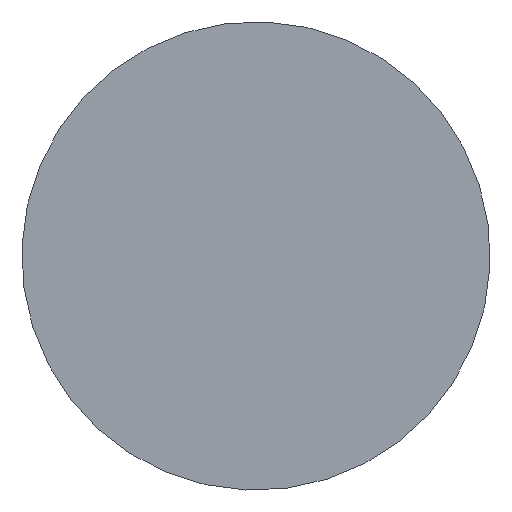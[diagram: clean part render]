
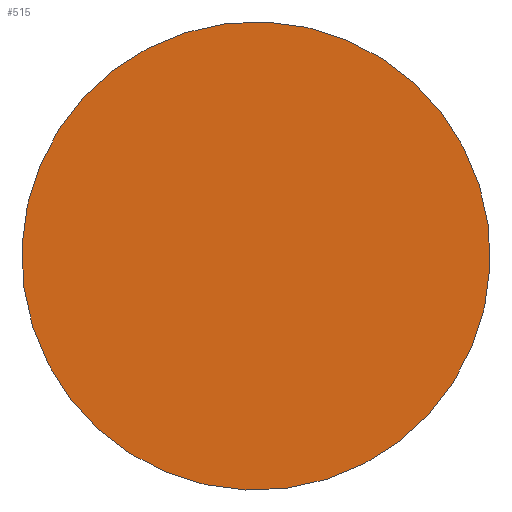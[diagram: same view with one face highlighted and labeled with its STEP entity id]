
A CAD part, front view. The second image highlights one B-rep face of the part: STEP entity #515.
In plain terms, the highlighted planar face has unit normal (0, -1, 0).
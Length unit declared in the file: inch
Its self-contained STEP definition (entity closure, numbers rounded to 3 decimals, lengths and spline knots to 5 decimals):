
#145=FACE_OUTER_BOUND('',#196,.T.);
#196=EDGE_LOOP('',(#430));
#220=CIRCLE('',#581,1.);
#261=VERTEX_POINT('',#1122);
#318=EDGE_CURVE('',#261,#261,#220,.T.);
#430=ORIENTED_EDGE('',*,*,#318,.T.);
#445=PLANE('',#582);
#515=ADVANCED_FACE('',(#145),#445,.T.);
#581=AXIS2_PLACEMENT_3D('',#1123,#722,#723);
#582=AXIS2_PLACEMENT_3D('',#1124,#724,#725);
#722=DIRECTION('center_axis',(0.,-1.,0.));
#723=DIRECTION('ref_axis',(0.461,0.,-0.888));
#724=DIRECTION('center_axis',(0.,-1.,0.));
#725=DIRECTION('ref_axis',(0.461,0.,-0.888));
#1122=CARTESIAN_POINT('',(0.4608,-5.64125,-0.8875));
#1123=CARTESIAN_POINT('Origin',(0.,-5.64125,
0.));
#1124=CARTESIAN_POINT('Origin',(0.41472,-5.64125,-0.79875));
